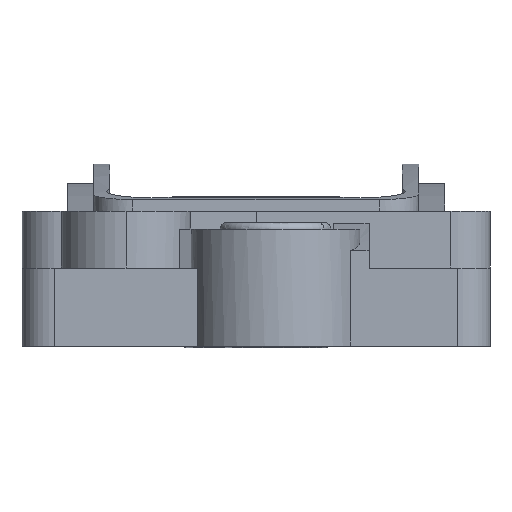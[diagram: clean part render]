
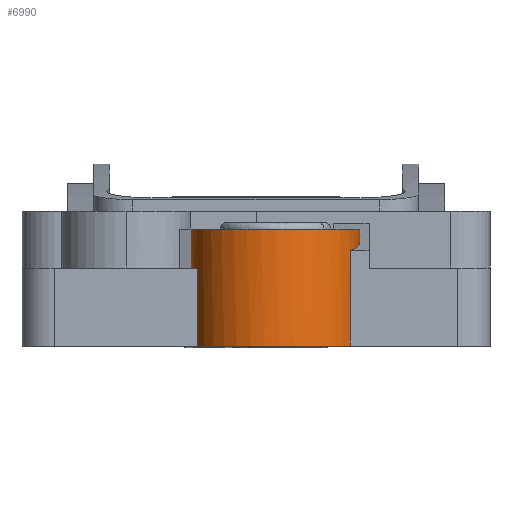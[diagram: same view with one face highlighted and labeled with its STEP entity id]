
A CAD part, front view. The second image highlights one B-rep face of the part: STEP entity #6990.
In plain terms, the highlighted cylindrical face has radius 13 mm (diameter 26 mm), a partial arc.
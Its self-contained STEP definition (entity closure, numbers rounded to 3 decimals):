
#1027=AXIS2_PLACEMENT_3D('Circle Axis2P3D',#1025,#1026,$) ;
#2671=AXIS2_PLACEMENT_3D('Circle Axis2P3D',#2669,#2670,$) ;
#5487=AXIS2_PLACEMENT_3D('Circle Axis2P3D',#5485,#5486,$) ;
#5711=AXIS2_PLACEMENT_3D('Circle Axis2P3D',#5709,#5710,$) ;
#6976=AXIS2_PLACEMENT_3D('Cylinder Axis2P3D',#6973,#6974,#6975) ;
#875=CARTESIAN_POINT('Vertex',(27.,8.,0.3)) ;
#1022=CARTESIAN_POINT('Vertex',(50.533,7.,0.3)) ;
#1025=CARTESIAN_POINT('Axis2P3D Location',(39.,13.,0.3)) ;
#1429=CARTESIAN_POINT('Vertex',(50.533,7.,14.993)) ;
#1432=CARTESIAN_POINT('Line Origine',(50.533,7.,7.646)) ;
#1977=CARTESIAN_POINT('Line Origine',(27.,8.,6.3)) ;
#1981=CARTESIAN_POINT('Vertex',(27.,8.,12.3)) ;
#2669=CARTESIAN_POINT('Axis2P3D Location',(39.,13.,12.3)) ;
#2673=CARTESIAN_POINT('Vertex',(26.167,15.077,12.3)) ;
#3080=CARTESIAN_POINT('Line Origine',(26.167,15.077,15.3)) ;
#3084=CARTESIAN_POINT('Vertex',(26.167,15.077,18.3)) ;
#4109=CARTESIAN_POINT('Vertex',(47.9,22.476,12.3)) ;
#4112=CARTESIAN_POINT('Line Origine',(47.9,22.476,15.116)) ;
#4116=CARTESIAN_POINT('Vertex',(47.9,22.476,17.931)) ;
#4140=CARTESIAN_POINT('Vertex',(27.9,19.767,18.3)) ;
#4145=CARTESIAN_POINT('Line Origine',(27.9,19.767,15.3)) ;
#4149=CARTESIAN_POINT('Vertex',(27.9,19.767,12.3)) ;
#5485=CARTESIAN_POINT('Axis2P3D Location',(39.,13.,12.3)) ;
#5709=CARTESIAN_POINT('Axis2P3D Location',(39.,13.,18.3)) ;
#6558=CARTESIAN_POINT('Control Point',(47.9,22.476,17.931)) ;
#6559=CARTESIAN_POINT('Control Point',(50.377,20.149,17.527)) ;
#6560=CARTESIAN_POINT('Control Point',(52.082,17.024,16.971)) ;
#6561=CARTESIAN_POINT('Control Point',(52.667,13.462,16.302)) ;
#6562=CARTESIAN_POINT('Control Point',(52.086,9.986,15.609)) ;
#6563=CARTESIAN_POINT('Control Point',(50.533,7.,14.993)) ;
#6973=CARTESIAN_POINT('Axis2P3D Location',(39.,13.,9.3)) ;
#1026=DIRECTION('Axis2P3D Direction',(0.,0.,1.)) ;
#1433=DIRECTION('Vector Direction',(0.,0.,1.)) ;
#1978=DIRECTION('Vector Direction',(0.,0.,1.)) ;
#2670=DIRECTION('Axis2P3D Direction',(0.,0.,-1.)) ;
#3081=DIRECTION('Vector Direction',(0.,0.,1.)) ;
#4113=DIRECTION('Vector Direction',(0.,0.,-1.)) ;
#4146=DIRECTION('Vector Direction',(0.,0.,1.)) ;
#5486=DIRECTION('Axis2P3D Direction',(0.,0.,-1.)) ;
#5710=DIRECTION('Axis2P3D Direction',(0.,0.,1.)) ;
#6974=DIRECTION('Axis2P3D Direction',(0.,0.,1.)) ;
#6975=DIRECTION('Axis2P3D XDirection',(-0.987,0.16,0.)) ;
#1434=VECTOR('Line Direction',#1433,1.) ;
#1979=VECTOR('Line Direction',#1978,1.) ;
#3082=VECTOR('Line Direction',#3081,1.) ;
#4114=VECTOR('Line Direction',#4113,1.) ;
#4147=VECTOR('Line Direction',#4146,1.) ;
#6979=ORIENTED_EDGE('',*,*,#1029,.T.) ;
#6980=ORIENTED_EDGE('',*,*,#1436,.T.) ;
#6981=ORIENTED_EDGE('',*,*,#6564,.F.) ;
#6982=ORIENTED_EDGE('',*,*,#4118,.T.) ;
#6983=ORIENTED_EDGE('',*,*,#5489,.F.) ;
#6984=ORIENTED_EDGE('',*,*,#4151,.T.) ;
#6985=ORIENTED_EDGE('',*,*,#5713,.F.) ;
#6986=ORIENTED_EDGE('',*,*,#3086,.F.) ;
#6987=ORIENTED_EDGE('',*,*,#2675,.F.) ;
#6988=ORIENTED_EDGE('',*,*,#1983,.F.) ;
#6990=ADVANCED_FACE('Hauptk\X2\00F6\X0\rper',(#6989),#6977,.T.) ;
#6557=B_SPLINE_CURVE_WITH_KNOTS('',5,(#6558,#6559,#6560,#6561,#6562,#6563),.UNSPECIFIED.,.F.,.U.,(6,6),(5.365,29.565),.UNSPECIFIED.) ;
#1028=CIRCLE('generated circle',#1027,13.) ;
#2672=CIRCLE('generated circle',#2671,13.) ;
#5488=CIRCLE('generated circle',#5487,13.) ;
#5712=CIRCLE('generated circle',#5711,13.) ;
#6977=CYLINDRICAL_SURFACE('generated cylinder',#6976,13.) ;
#1029=EDGE_CURVE('',#876,#1023,#1028,.T.) ;
#1436=EDGE_CURVE('',#1023,#1430,#1435,.T.) ;
#1983=EDGE_CURVE('',#876,#1982,#1980,.T.) ;
#2675=EDGE_CURVE('',#1982,#2674,#2672,.T.) ;
#3086=EDGE_CURVE('',#2674,#3085,#3083,.T.) ;
#4118=EDGE_CURVE('',#4117,#4110,#4115,.T.) ;
#4151=EDGE_CURVE('',#4150,#4141,#4148,.T.) ;
#5489=EDGE_CURVE('',#4150,#4110,#5488,.T.) ;
#5713=EDGE_CURVE('',#3085,#4141,#5712,.T.) ;
#6564=EDGE_CURVE('',#4117,#1430,#6557,.T.) ;
#6978=EDGE_LOOP('',(#6979,#6980,#6981,#6982,#6983,#6984,#6985,#6986,#6987,#6988)) ;
#6989=FACE_OUTER_BOUND('',#6978,.T.) ;
#1435=LINE('Line',#1432,#1434) ;
#1980=LINE('Line',#1977,#1979) ;
#3083=LINE('Line',#3080,#3082) ;
#4115=LINE('Line',#4112,#4114) ;
#4148=LINE('Line',#4145,#4147) ;
#876=VERTEX_POINT('',#875) ;
#1023=VERTEX_POINT('',#1022) ;
#1430=VERTEX_POINT('',#1429) ;
#1982=VERTEX_POINT('',#1981) ;
#2674=VERTEX_POINT('',#2673) ;
#3085=VERTEX_POINT('',#3084) ;
#4110=VERTEX_POINT('',#4109) ;
#4117=VERTEX_POINT('',#4116) ;
#4141=VERTEX_POINT('',#4140) ;
#4150=VERTEX_POINT('',#4149) ;
